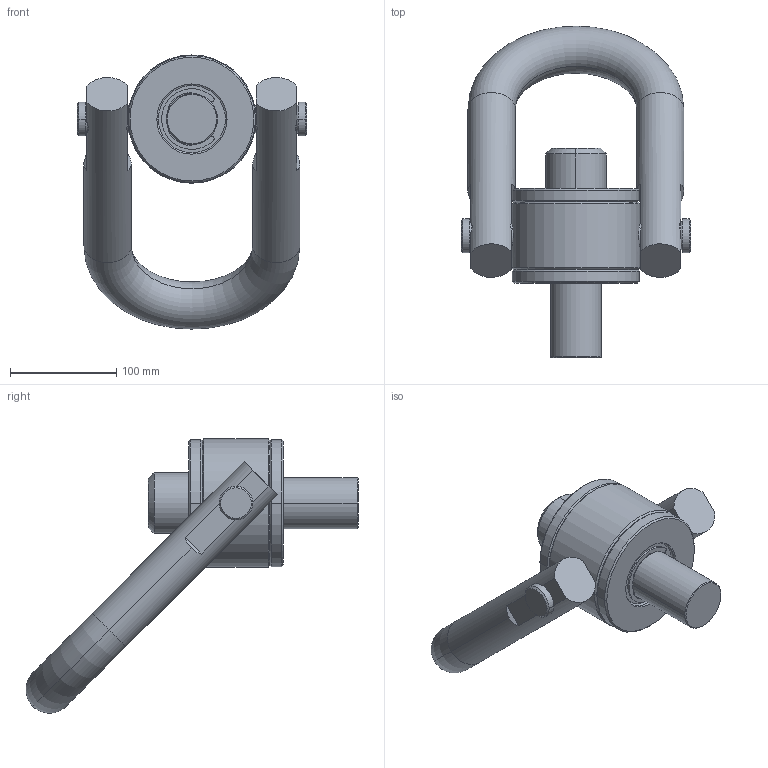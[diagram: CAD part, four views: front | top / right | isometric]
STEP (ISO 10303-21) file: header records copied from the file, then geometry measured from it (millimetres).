
FILE_DESCRIPTION((''),'2;1');
FILE_NAME('CROSBY_HR125_5_1016986_ASM','2009-11-20T',('Alan Doughty'),('The Crosby Group, Inc.'),'PRO/ENGINEER BY PARAMETRIC TECHNOLOGY CORPORATION, 2009220','PRO/ENGINEER BY PARAMETRIC TECHNOLOGY CORPORATION, 2009220','');
FILE_SCHEMA(('CONFIG_CONTROL_DESIGN'));
Length unit declared in the file: inch
Products named in the file (4): CROSBY_HR125_5_1016986_BODY_AF0; CROSBY_HR125_5_1016986_BAIL; STUD; CROSBY_HR125_5_1016986_ASM
Assembly tree (3 placements, depth 2):
  CROSBY_HR125_5_1016986_ASM
    CROSBY_HR125_5_1016986_BODY_AF0
    CROSBY_HR125_5_1016986_BAIL
    STUD
Bounding box: 215.91 x 312.27 x 257.85 mm (x, y, z)
Volume: 2192534 mm3; surface area: 250736.6 mm2
Topology: 5 solids, 5 shells, 266 faces, 683 edges, 435 vertices
Faces by surface type: plane 122, cylinder 61, extrusion 37, cone 30, torus 16
Entity records: 8816 total; most frequent: CARTESIAN_POINT 2280, ORIENTED_EDGE 1366, DIRECTION 1274, EDGE_CURVE 683, VERTEX_POINT 435, AXIS2_PLACEMENT_3D 428, VECTOR 418, LINE 381
